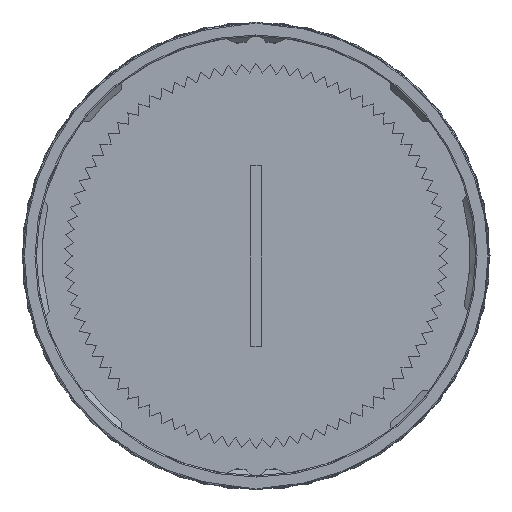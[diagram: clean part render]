
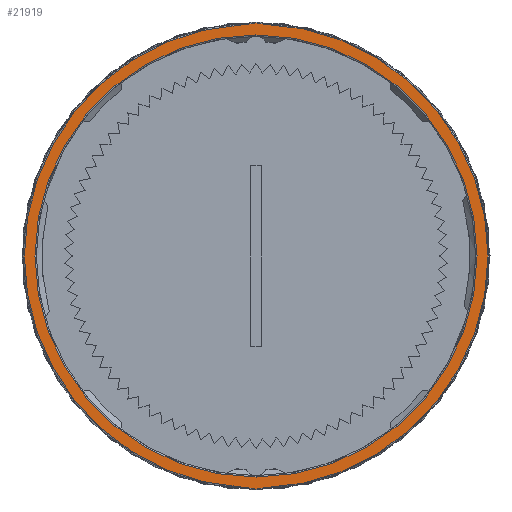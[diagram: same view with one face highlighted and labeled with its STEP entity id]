
A CAD part, front view. The second image highlights one B-rep face of the part: STEP entity #21919.
In plain terms, the highlighted planar face has unit normal (0, -1, 0).
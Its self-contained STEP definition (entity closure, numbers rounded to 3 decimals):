
#534 = DIRECTION ( 'NONE',  ( 0., -1., 0. ) ) ;
#840 = EDGE_CURVE ( 'NONE', #25596, #16372, #6729, .T. ) ;
#870 = DIRECTION ( 'NONE',  ( 0., -1., 0. ) ) ;
#1245 = DIRECTION ( 'NONE',  ( 0., 1., 0. ) ) ;
#1344 = CIRCLE ( 'NONE', #40500, 34.8 ) ;
#1462 = EDGE_CURVE ( 'NONE', #36028, #7544, #47644, .T. ) ;
#2049 = CARTESIAN_POINT ( 'NONE',  ( 0.241, -26.815, 0. ) ) ;
#3417 = ORIENTED_EDGE ( 'NONE', *, *, #3557, .F. ) ;
#3557 = EDGE_CURVE ( 'NONE', #36028, #48432, #37275, .T. ) ;
#3614 = CARTESIAN_POINT ( 'NONE',  ( -1.681, -26.815, 34.753 ) ) ;
#3789 = AXIS2_PLACEMENT_3D ( 'NONE', #30355, #30610, #34764 ) ;
#3832 = B_SPLINE_CURVE_WITH_KNOTS ( 'NONE', 3,
 ( #4560, #41803, #19511, #45729, #45969, #27609, #8960, #12160, #15829, #30785 ),
 .UNSPECIFIED., .F., .F.,
 ( 4, 2, 2, 2, 4 ),
 ( 0., 0., 0.001, 0.001, 0.001 ),
 .UNSPECIFIED. ) ;
#4169 = VERTEX_POINT ( 'NONE', #7730 ) ;
#4560 = CARTESIAN_POINT ( 'NONE',  ( -1.845, -26.815, -34.737 ) ) ;
#5082 = CIRCLE ( 'NONE', #28555, 33.2 ) ;
#6130 = CIRCLE ( 'NONE', #37433, 3.85 ) ;
#6729 = B_SPLINE_CURVE_WITH_KNOTS ( 'NONE', 3,
 ( #48005, #18338, #44323, #44564, #22260, #25951, #7307, #37198, #3614, #48489 ),
 .UNSPECIFIED., .F., .F.,
 ( 4, 2, 2, 2, 4 ),
 ( 0., 0., 0., 0., 0.001 ),
 .UNSPECIFIED. ) ;
#7253 = DIRECTION ( 'NONE',  ( 0., 0., 1. ) ) ;
#7307 = CARTESIAN_POINT ( 'NONE',  ( -1.27, -26.815, 34.788 ) ) ;
#7544 = VERTEX_POINT ( 'NONE', #37551 ) ;
#7730 = CARTESIAN_POINT ( 'NONE',  ( 0.241, -26.815, -33.2 ) ) ;
#7892 = FACE_BOUND ( 'NONE', #43627, .T. ) ;
#7925 = CIRCLE ( 'NONE', #35310, 33.2 ) ;
#8960 = CARTESIAN_POINT ( 'NONE',  ( -1.023, -26.815, -34.811 ) ) ;
#9742 = EDGE_CURVE ( 'NONE', #35087, #7544, #45532, .T. ) ;
#10629 = EDGE_CURVE ( 'NONE', #26505, #4169, #7925, .T. ) ;
#10736 = EDGE_LOOP ( 'NONE', ( #34542, #47041, #44506, #11957, #31303, #11330, #3417, #46069, #42805 ) ) ;
#11244 = EDGE_CURVE ( 'NONE', #4169, #26505, #5082, .T. ) ;
#11330 = ORIENTED_EDGE ( 'NONE', *, *, #41648, .T. ) ;
#11957 = ORIENTED_EDGE ( 'NONE', *, *, #32628, .T. ) ;
#12160 = CARTESIAN_POINT ( 'NONE',  ( -0.942, -26.815, -34.821 ) ) ;
#12293 = PLANE ( 'NONE',  #42888 ) ;
#12384 = CIRCLE ( 'NONE', #39763, 3.85 ) ;
#14294 = DIRECTION ( 'NONE',  ( 0., -1., 0. ) ) ;
#15829 = CARTESIAN_POINT ( 'NONE',  ( -0.901, -26.815, -34.827 ) ) ;
#16372 = VERTEX_POINT ( 'NONE', #20297 ) ;
#16663 = DIRECTION ( 'NONE',  ( 0., 1., 0. ) ) ;
#16780 = EDGE_CURVE ( 'NONE', #35087, #26722, #6130, .T. ) ;
#17387 = CARTESIAN_POINT ( 'NONE',  ( 1.416, -26.815, 35.13 ) ) ;
#18035 = VERTEX_POINT ( 'NONE', #26089 ) ;
#18301 = CARTESIAN_POINT ( 'NONE',  ( 0.241, -26.815, 33.2 ) ) ;
#18338 = CARTESIAN_POINT ( 'NONE',  ( -0.9, -26.815, 34.827 ) ) ;
#18395 = ORIENTED_EDGE ( 'NONE', *, *, #10629, .T. ) ;
#19511 = CARTESIAN_POINT ( 'NONE',  ( -1.516, -26.815, -34.767 ) ) ;
#19514 = CARTESIAN_POINT ( 'NONE',  ( 0.241, -26.815, 31.15 ) ) ;
#20297 = CARTESIAN_POINT ( 'NONE',  ( -1.845, -26.815, 34.737 ) ) ;
#20452 = DIRECTION ( 'NONE',  ( 0., 1., 0. ) ) ;
#21056 = CARTESIAN_POINT ( 'NONE',  ( 1.406, -26.815, -34.831 ) ) ;
#21919 = ADVANCED_FACE ( 'NONE', ( #34831, #7892 ), #12293, .F. ) ;
#22260 = CARTESIAN_POINT ( 'NONE',  ( -1.064, -26.815, 34.807 ) ) ;
#23338 = CARTESIAN_POINT ( 'NONE',  ( 0.241, -26.815, 0. ) ) ;
#24342 = VERTEX_POINT ( 'NONE', #26491 ) ;
#24363 = CARTESIAN_POINT ( 'NONE',  ( 0.241, -26.815, 0. ) ) ;
#24405 = DIRECTION ( 'NONE',  ( 0., 0., 1. ) ) ;
#24991 = DIRECTION ( 'NONE',  ( 0., 0., 1. ) ) ;
#25091 = DIRECTION ( 'NONE',  ( 0., 0., 1. ) ) ;
#25596 = VERTEX_POINT ( 'NONE', #47598 ) ;
#25865 = CARTESIAN_POINT ( 'NONE',  ( 0.241, -26.815, -31.15 ) ) ;
#25951 = CARTESIAN_POINT ( 'NONE',  ( -1.187, -26.815, 34.795 ) ) ;
#26089 = CARTESIAN_POINT ( 'NONE',  ( -1.845, -26.815, -34.737 ) ) ;
#26491 = CARTESIAN_POINT ( 'NONE',  ( -0.861, -26.815, -34.839 ) ) ;
#26505 = VERTEX_POINT ( 'NONE', #18301 ) ;
#26722 = VERTEX_POINT ( 'NONE', #39818 ) ;
#26935 = AXIS2_PLACEMENT_3D ( 'NONE', #25865, #41030, #36870 ) ;
#27609 = CARTESIAN_POINT ( 'NONE',  ( -1.064, -26.815, -34.807 ) ) ;
#28555 = AXIS2_PLACEMENT_3D ( 'NONE', #2049, #20452, #35398 ) ;
#28830 = DIRECTION ( 'NONE',  ( 0., -1., 0. ) ) ;
#29351 = ORIENTED_EDGE ( 'NONE', *, *, #11244, .T. ) ;
#30355 = CARTESIAN_POINT ( 'NONE',  ( 0.241, -26.815, 0. ) ) ;
#30446 = DIRECTION ( 'NONE',  ( 0., 0., 1. ) ) ;
#30610 = DIRECTION ( 'NONE',  ( 0., -1., 0. ) ) ;
#30785 = CARTESIAN_POINT ( 'NONE',  ( -0.861, -26.815, -34.839 ) ) ;
#31303 = ORIENTED_EDGE ( 'NONE', *, *, #41481, .T. ) ;
#32348 = DIRECTION ( 'NONE',  ( 0., -1., 0. ) ) ;
#32628 = EDGE_CURVE ( 'NONE', #16372, #18035, #1344, .T. ) ;
#33816 = EDGE_CURVE ( 'NONE', #26722, #25596, #12384, .T. ) ;
#34138 = CARTESIAN_POINT ( 'NONE',  ( 1.416, -26.815, -35.13 ) ) ;
#34542 = ORIENTED_EDGE ( 'NONE', *, *, #16780, .T. ) ;
#34572 = AXIS2_PLACEMENT_3D ( 'NONE', #17387, #32348, #24991 ) ;
#34764 = DIRECTION ( 'NONE',  ( 0., 0., 1. ) ) ;
#34831 = FACE_OUTER_BOUND ( 'NONE', #10736, .T. ) ;
#35087 = VERTEX_POINT ( 'NONE', #37739 ) ;
#35310 = AXIS2_PLACEMENT_3D ( 'NONE', #38964, #16663, #46811 ) ;
#35398 = DIRECTION ( 'NONE',  ( 0., 0., 1. ) ) ;
#36028 = VERTEX_POINT ( 'NONE', #21056 ) ;
#36870 = DIRECTION ( 'NONE',  ( 0., 0., 1. ) ) ;
#37198 = CARTESIAN_POINT ( 'NONE',  ( -1.516, -26.815, 34.767 ) ) ;
#37275 = CIRCLE ( 'NONE', #45115, 0.3 ) ;
#37433 = AXIS2_PLACEMENT_3D ( 'NONE', #19514, #870, #24405 ) ;
#37551 = CARTESIAN_POINT ( 'NONE',  ( 1.406, -26.815, 34.831 ) ) ;
#37739 = CARTESIAN_POINT ( 'NONE',  ( 1.331, -26.815, 34.843 ) ) ;
#38964 = CARTESIAN_POINT ( 'NONE',  ( 0.241, -26.815, 0. ) ) ;
#39763 = AXIS2_PLACEMENT_3D ( 'NONE', #48186, #28830, #7253 ) ;
#39818 = CARTESIAN_POINT ( 'NONE',  ( 0.241, -26.815, 35. ) ) ;
#40500 = AXIS2_PLACEMENT_3D ( 'NONE', #24363, #14294, #25091 ) ;
#40863 = CARTESIAN_POINT ( 'NONE',  ( 1.331, -26.815, -34.843 ) ) ;
#41030 = DIRECTION ( 'NONE',  ( 0., -1., 0. ) ) ;
#41481 = EDGE_CURVE ( 'NONE', #18035, #24342, #3832, .T. ) ;
#41648 = EDGE_CURVE ( 'NONE', #24342, #48432, #44938, .T. ) ;
#41803 = CARTESIAN_POINT ( 'NONE',  ( -1.681, -26.815, -34.753 ) ) ;
#42805 = ORIENTED_EDGE ( 'NONE', *, *, #9742, .F. ) ;
#42888 = AXIS2_PLACEMENT_3D ( 'NONE', #23338, #1245, #45379 ) ;
#43627 = EDGE_LOOP ( 'NONE', ( #18395, #29351 ) ) ;
#44323 = CARTESIAN_POINT ( 'NONE',  ( -0.941, -26.815, 34.821 ) ) ;
#44506 = ORIENTED_EDGE ( 'NONE', *, *, #840, .T. ) ;
#44564 = CARTESIAN_POINT ( 'NONE',  ( -1.023, -26.815, 34.811 ) ) ;
#44938 = CIRCLE ( 'NONE', #26935, 3.85 ) ;
#45115 = AXIS2_PLACEMENT_3D ( 'NONE', #34138, #534, #30446 ) ;
#45379 = DIRECTION ( 'NONE',  ( 0., 0., 1. ) ) ;
#45532 = CIRCLE ( 'NONE', #34572, 0.3 ) ;
#45729 = CARTESIAN_POINT ( 'NONE',  ( -1.27, -26.815, -34.788 ) ) ;
#45969 = CARTESIAN_POINT ( 'NONE',  ( -1.188, -26.815, -34.795 ) ) ;
#46069 = ORIENTED_EDGE ( 'NONE', *, *, #1462, .T. ) ;
#46811 = DIRECTION ( 'NONE',  ( 0., 0., 1. ) ) ;
#47041 = ORIENTED_EDGE ( 'NONE', *, *, #33816, .T. ) ;
#47598 = CARTESIAN_POINT ( 'NONE',  ( -0.861, -26.815, 34.839 ) ) ;
#47644 = CIRCLE ( 'NONE', #3789, 34.85 ) ;
#48005 = CARTESIAN_POINT ( 'NONE',  ( -0.861, -26.815, 34.839 ) ) ;
#48186 = CARTESIAN_POINT ( 'NONE',  ( 0.241, -26.815, 31.15 ) ) ;
#48432 = VERTEX_POINT ( 'NONE', #40863 ) ;
#48489 = CARTESIAN_POINT ( 'NONE',  ( -1.845, -26.815, 34.737 ) ) ;
